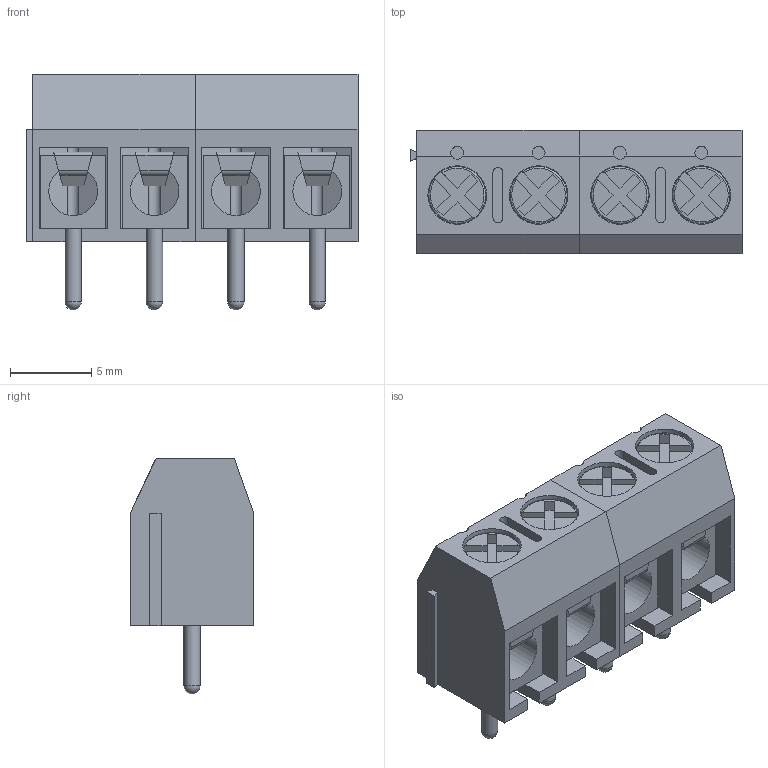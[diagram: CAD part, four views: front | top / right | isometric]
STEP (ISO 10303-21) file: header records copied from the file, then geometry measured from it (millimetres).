
FILE_DESCRIPTION(/* description */ (''),/* implementation_level */ '2;1');
FILE_NAME(/* name */ 'XINYA_XY301-1x2-P5.00 v9.step',/* time_stamp */ '2023-07-31T22:42:12+02:00',/* author */ (''),/* organization */ (''),/* preprocessor_version */ 'ST-DEVELOPER v19.2',/* originating_system */ 'Autodesk Translation Framework v12.6.0.85',/* authorisation */ '');
FILE_SCHEMA (('AUTOMOTIVE_DESIGN { 1 0 10303 214 3 1 1 }'));
Length unit declared in the file: millimetre
Products named in the file (1): XINYA_XY301-1x2-P5.00
Bounding box: 20.4 x 7.6 x 14.5 mm (x, y, z)
Volume: 1139.7 mm3; surface area: 2370.1 mm2
Topology: 14 solids, 14 shells, 242 faces, 644 edges, 428 vertices
Faces by surface type: plane 194, cylinder 36, torus 8, sphere 4
Full cylindrical faces by diameter (mm): 0.8 x4, 1 x4, 3 x4, 3.5 x4, 3.6 x4
Entity records: 7630 total; most frequent: CARTESIAN_POINT 1455, ORIENTED_EDGE 1280, DIRECTION 1226, EDGE_CURVE 640, LINE 508, VECTOR 508, VERTEX_POINT 428, AXIS2_PLACEMENT_3D 359
